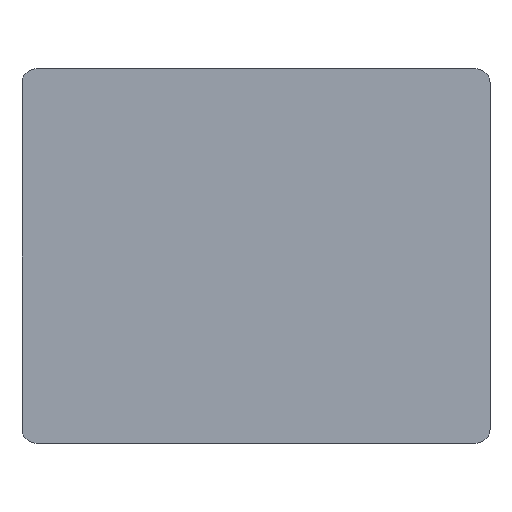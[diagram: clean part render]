
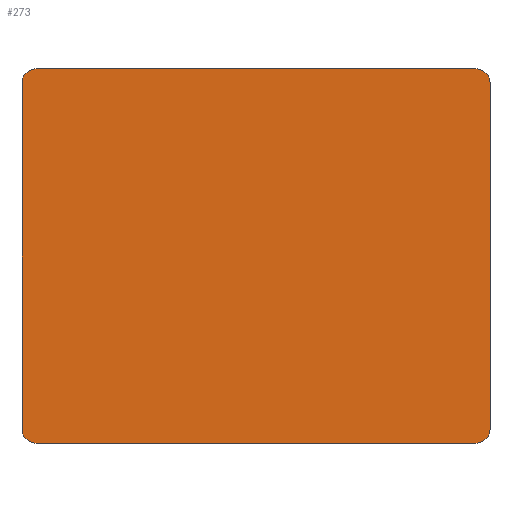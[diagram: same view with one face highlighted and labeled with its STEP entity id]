
A CAD part, front view. The second image highlights one B-rep face of the part: STEP entity #273.
In plain terms, the highlighted planar face has unit normal (0, -1, 0).
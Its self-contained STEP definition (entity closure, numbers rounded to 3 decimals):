
#9 = CARTESIAN_POINT ( 'NONE',  ( -50., 0., 40. ) ) ;
#10 = CARTESIAN_POINT ( 'NONE',  ( -47., 0., -40. ) ) ;
#15 = ORIENTED_EDGE ( 'NONE', *, *, #571, .T. ) ;
#22 = VECTOR ( 'NONE', #192, 1000. ) ;
#29 = DIRECTION ( 'NONE',  ( -1., 0., 0. ) ) ;
#37 = EDGE_CURVE ( 'NONE', #133, #655, #757, .T. ) ;
#70 = CARTESIAN_POINT ( 'NONE',  ( 50., 0., 37. ) ) ;
#75 = EDGE_CURVE ( 'NONE', #377, #359, #107, .T. ) ;
#76 = CARTESIAN_POINT ( 'NONE',  ( -50., 0., -37. ) ) ;
#85 = DIRECTION ( 'NONE',  ( 1., 0., 0. ) ) ;
#106 = VECTOR ( 'NONE', #218, 1000. ) ;
#107 = CIRCLE ( 'NONE', #457, 3. ) ;
#121 = CARTESIAN_POINT ( 'NONE',  ( 0., 0., 0. ) ) ;
#133 = VERTEX_POINT ( 'NONE', #476 ) ;
#137 = DIRECTION ( 'NONE',  ( 0., 0., -1. ) ) ;
#164 = CIRCLE ( 'NONE', #727, 3. ) ;
#168 = CARTESIAN_POINT ( 'NONE',  ( 47., 0., -37. ) ) ;
#170 = ORIENTED_EDGE ( 'NONE', *, *, #464, .F. ) ;
#192 = DIRECTION ( 'NONE',  ( 0., 0., 1. ) ) ;
#211 = CARTESIAN_POINT ( 'NONE',  ( -50., 0., 37. ) ) ;
#217 = VECTOR ( 'NONE', #85, 1000. ) ;
#218 = DIRECTION ( 'NONE',  ( 0., 0., -1. ) ) ;
#231 = EDGE_CURVE ( 'NONE', #1232, #359, #1136, .T. ) ;
#255 = VECTOR ( 'NONE', #29, 1000. ) ;
#257 = AXIS2_PLACEMENT_3D ( 'NONE', #1209, #1103, #715 ) ;
#273 = ADVANCED_FACE ( 'NONE', ( #739 ), #639, .T. ) ;
#286 = LINE ( 'NONE', #804, #217 ) ;
#316 = EDGE_CURVE ( 'NONE', #133, #998, #286, .T. ) ;
#359 = VERTEX_POINT ( 'NONE', #514 ) ;
#364 = ORIENTED_EDGE ( 'NONE', *, *, #231, .F. ) ;
#377 = VERTEX_POINT ( 'NONE', #840 ) ;
#425 = CARTESIAN_POINT ( 'NONE',  ( -47., 0., -37. ) ) ;
#433 = CARTESIAN_POINT ( 'NONE',  ( -50., 0., -40. ) ) ;
#457 = AXIS2_PLACEMENT_3D ( 'NONE', #168, #1070, #137 ) ;
#464 = EDGE_CURVE ( 'NONE', #377, #690, #740, .T. ) ;
#476 = CARTESIAN_POINT ( 'NONE',  ( -47., 0., 40. ) ) ;
#514 = CARTESIAN_POINT ( 'NONE',  ( 50., 0., -37. ) ) ;
#565 = CARTESIAN_POINT ( 'NONE',  ( -47., 0., 37. ) ) ;
#571 = EDGE_CURVE ( 'NONE', #1232, #998, #1042, .T. ) ;
#587 = ORIENTED_EDGE ( 'NONE', *, *, #316, .F. ) ;
#616 = ORIENTED_EDGE ( 'NONE', *, *, #1018, .F. ) ;
#639 = PLANE ( 'NONE',  #892 ) ;
#655 = VERTEX_POINT ( 'NONE', #211 ) ;
#690 = VERTEX_POINT ( 'NONE', #10 ) ;
#692 = DIRECTION ( 'NONE',  ( 0., -1., 0. ) ) ;
#704 = ORIENTED_EDGE ( 'NONE', *, *, #37, .T. ) ;
#715 = DIRECTION ( 'NONE',  ( 0., 0., -1. ) ) ;
#727 = AXIS2_PLACEMENT_3D ( 'NONE', #425, #836, #1227 ) ;
#731 = LINE ( 'NONE', #9, #22 ) ;
#739 = FACE_OUTER_BOUND ( 'NONE', #852, .T. ) ;
#740 = LINE ( 'NONE', #433, #255 ) ;
#757 = CIRCLE ( 'NONE', #1302, 3. ) ;
#804 = CARTESIAN_POINT ( 'NONE',  ( -50., 0., 40. ) ) ;
#836 = DIRECTION ( 'NONE',  ( 0., -1., 0. ) ) ;
#840 = CARTESIAN_POINT ( 'NONE',  ( 47., 0., -40. ) ) ;
#852 = EDGE_LOOP ( 'NONE', ( #616, #973, #170, #934, #364, #15, #587, #704 ) ) ;
#854 = DIRECTION ( 'NONE',  ( 0., 0., -1. ) ) ;
#892 = AXIS2_PLACEMENT_3D ( 'NONE', #121, #943, #854 ) ;
#934 = ORIENTED_EDGE ( 'NONE', *, *, #75, .T. ) ;
#943 = DIRECTION ( 'NONE',  ( 0., -1., 0. ) ) ;
#950 = CARTESIAN_POINT ( 'NONE',  ( 50., 0., 40. ) ) ;
#971 = EDGE_CURVE ( 'NONE', #1179, #690, #164, .T. ) ;
#973 = ORIENTED_EDGE ( 'NONE', *, *, #971, .T. ) ;
#994 = CARTESIAN_POINT ( 'NONE',  ( 47., 0., 40. ) ) ;
#998 = VERTEX_POINT ( 'NONE', #994 ) ;
#1018 = EDGE_CURVE ( 'NONE', #1179, #655, #731, .T. ) ;
#1042 = CIRCLE ( 'NONE', #257, 3. ) ;
#1070 = DIRECTION ( 'NONE',  ( 0., -1., 0. ) ) ;
#1103 = DIRECTION ( 'NONE',  ( 0., -1., 0. ) ) ;
#1136 = LINE ( 'NONE', #950, #106 ) ;
#1179 = VERTEX_POINT ( 'NONE', #76 ) ;
#1187 = DIRECTION ( 'NONE',  ( 0., 0., -1. ) ) ;
#1209 = CARTESIAN_POINT ( 'NONE',  ( 47., 0., 37. ) ) ;
#1227 = DIRECTION ( 'NONE',  ( 0., 0., -1. ) ) ;
#1232 = VERTEX_POINT ( 'NONE', #70 ) ;
#1302 = AXIS2_PLACEMENT_3D ( 'NONE', #565, #692, #1187 ) ;
